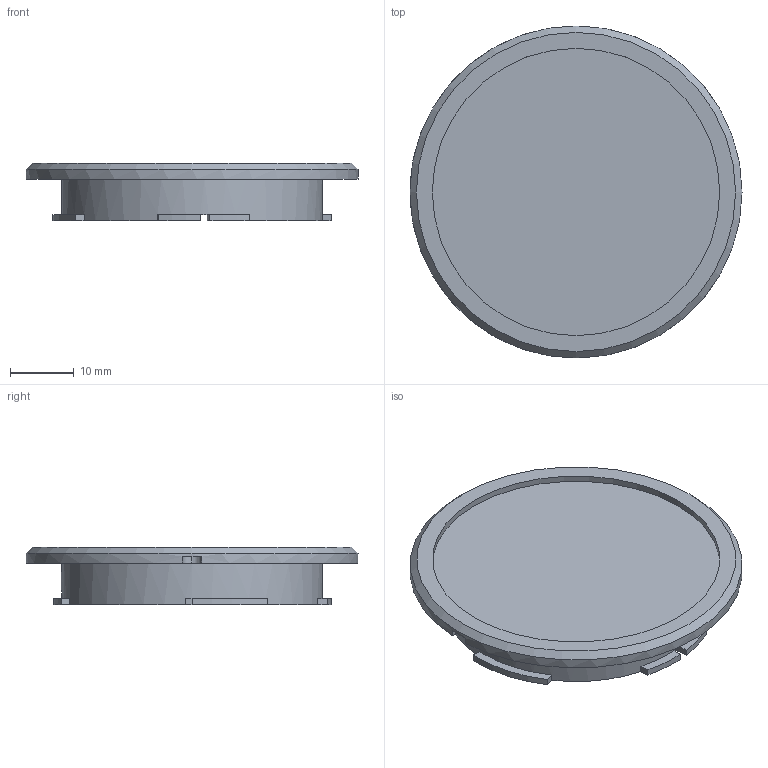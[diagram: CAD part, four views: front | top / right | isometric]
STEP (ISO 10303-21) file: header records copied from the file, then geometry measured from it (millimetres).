
FILE_DESCRIPTION(('HOOPS Exchange Step'),'2;1');
FILE_NAME('temp_export','2023-06-27T15:24:27-04:00',('gmoua'),('Shapr3D Limited'),'HOOPS Exchange 2022.2','Shapr3D','Authorized');
FILE_SCHEMA( ('AUTOMOTIVE_DESIGN { 1 0 10303 214 1 1 1 1 }') );
Length unit declared in the file: millimetre
Products named in the file (1): Leica M Body Cap
Bounding box: 52 x 52 x 9.05 mm (x, y, z)
Volume: 5158 mm3; surface area: 6351.7 mm2
Topology: 1 solids, 1 shells, 40 faces, 112 edges, 76 vertices
Faces by surface type: plane 26, cylinder 13, cone 1
Full cylindrical faces by diameter (mm): 37 x1, 40.9 x1, 45 x1, 52 x1
Entity records: 1408 total; most frequent: CARTESIAN_POINT 298, DIRECTION 243, ORIENTED_EDGE 224, EDGE_CURVE 112, AXIS2_PLACEMENT_3D 92, VERTEX_POINT 76, VECTOR 59, LINE 59
